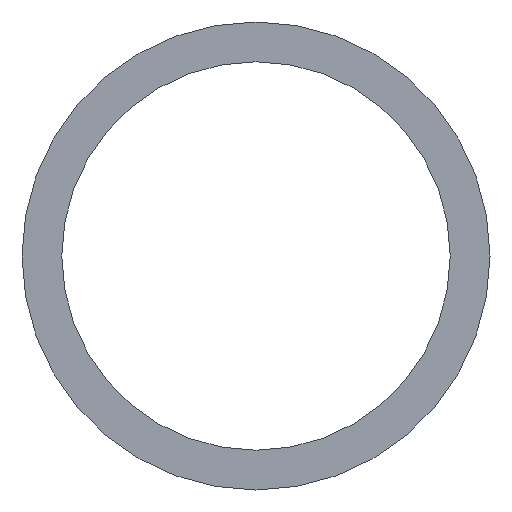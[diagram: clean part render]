
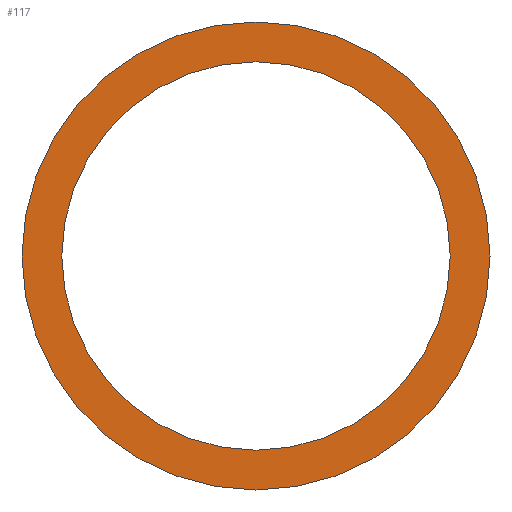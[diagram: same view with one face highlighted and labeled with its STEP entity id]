
A CAD part, left-side view. The second image highlights one B-rep face of the part: STEP entity #117.
In plain terms, the highlighted planar face has unit normal (-1, 0, 0).
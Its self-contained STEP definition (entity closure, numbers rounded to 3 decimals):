
#5 = EDGE_CURVE ( 'NONE', #119, #121, #163, .T. ) ;
#6 = EDGE_CURVE ( 'NONE', #122, #125, #161, .T. ) ;
#8 = AXIS2_PLACEMENT_3D ( 'NONE', #83, #68, #81 ) ;
#11 = EDGE_CURVE ( 'NONE', #121, #119, #168, .T. ) ;
#13 = EDGE_CURVE ( 'NONE', #125, #122, #171, .T. ) ;
#20 = DIRECTION ( 'NONE',  ( 0., 0., 1. ) ) ;
#21 = DIRECTION ( 'NONE',  ( -1., 0., 0. ) ) ;
#25 = CARTESIAN_POINT ( 'NONE',  ( -1., 0., -60.25 ) ) ;
#26 = CARTESIAN_POINT ( 'NONE',  ( -1., 60.25, 0. ) ) ;
#29 = CARTESIAN_POINT ( 'NONE',  ( -1., 0., -50. ) ) ;
#31 = PLANE ( 'NONE',  #233 ) ;
#32 = CARTESIAN_POINT ( 'NONE',  ( -1., 0., 50. ) ) ;
#33 = CARTESIAN_POINT ( 'NONE',  ( -1., 0., 60.25 ) ) ;
#40 = CARTESIAN_POINT ( 'NONE',  ( -1., 0., 0. ) ) ;
#56 = DIRECTION ( 'NONE',  ( 0., 0., 1. ) ) ;
#57 = DIRECTION ( 'NONE',  ( -1., 0., 0. ) ) ;
#63 = DIRECTION ( 'NONE',  ( 0., 0., 1. ) ) ;
#64 = DIRECTION ( 'NONE',  ( -1., 0., 0. ) ) ;
#65 = CARTESIAN_POINT ( 'NONE',  ( -1., 0., 0. ) ) ;
#68 = DIRECTION ( 'NONE',  ( -1., 0., 0. ) ) ;
#70 = CARTESIAN_POINT ( 'NONE',  ( -1., 0., 0. ) ) ;
#72 = DIRECTION ( 'NONE',  ( 0., 0., -1. ) ) ;
#74 = DIRECTION ( 'NONE',  ( 1., 0., 0. ) ) ;
#81 = DIRECTION ( 'NONE',  ( 0., 0., 1. ) ) ;
#83 = CARTESIAN_POINT ( 'NONE',  ( -1., 0., 0. ) ) ;
#115 = AXIS2_PLACEMENT_3D ( 'NONE', #65, #64, #63 ) ;
#117 = ADVANCED_FACE ( 'NONE', ( #181, #185 ), #31, .F. ) ;
#119 = VERTEX_POINT ( 'NONE', #25 ) ;
#121 = VERTEX_POINT ( 'NONE', #33 ) ;
#122 = VERTEX_POINT ( 'NONE', #32 ) ;
#125 = VERTEX_POINT ( 'NONE', #29 ) ;
#129 = EDGE_LOOP ( 'NONE', ( #148, #149 ) ) ;
#135 = EDGE_LOOP ( 'NONE', ( #150, #151 ) ) ;
#148 = ORIENTED_EDGE ( 'NONE', *, *, #6, .F. ) ;
#149 = ORIENTED_EDGE ( 'NONE', *, *, #13, .F. ) ;
#150 = ORIENTED_EDGE ( 'NONE', *, *, #11, .T. ) ;
#151 = ORIENTED_EDGE ( 'NONE', *, *, #5, .T. ) ;
#161 = CIRCLE ( 'NONE', #8, 50. ) ;
#163 = CIRCLE ( 'NONE', #115, 60.25 ) ;
#168 = CIRCLE ( 'NONE', #224, 60.25 ) ;
#171 = CIRCLE ( 'NONE', #225, 50. ) ;
#181 = FACE_BOUND ( 'NONE', #129, .T. ) ;
#185 = FACE_OUTER_BOUND ( 'NONE', #135, .T. ) ;
#224 = AXIS2_PLACEMENT_3D ( 'NONE', #70, #21, #20 ) ;
#225 = AXIS2_PLACEMENT_3D ( 'NONE', #40, #57, #56 ) ;
#233 = AXIS2_PLACEMENT_3D ( 'NONE', #26, #74, #72 ) ;
